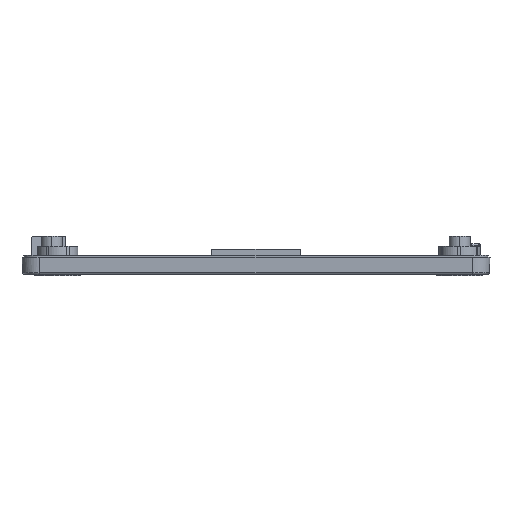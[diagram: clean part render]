
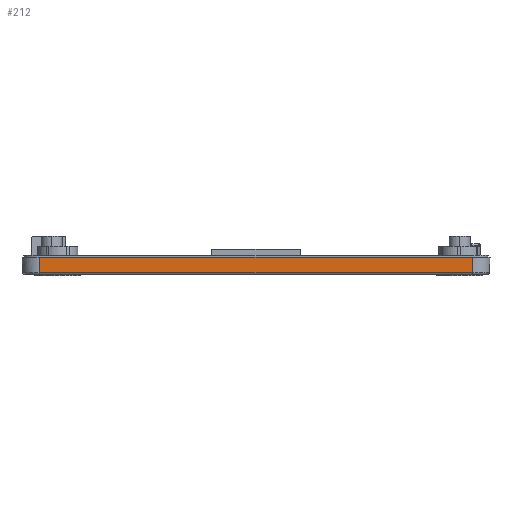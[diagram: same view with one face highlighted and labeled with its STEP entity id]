
A CAD part, left-side view. The second image highlights one B-rep face of the part: STEP entity #212.
In plain terms, the highlighted planar face has unit normal (-0.999, 0, -0.035).
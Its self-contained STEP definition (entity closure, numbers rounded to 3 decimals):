
#212=ADVANCED_FACE('',(#661),#7144,.T.);
#661=FACE_OUTER_BOUND('',#1117,.T.);
#1117=EDGE_LOOP('',(#2117,#2118,#2119,#2120));
#2117=ORIENTED_EDGE('',*,*,#4141,.F.);
#2118=ORIENTED_EDGE('',*,*,#4143,.T.);
#2119=ORIENTED_EDGE('',*,*,#4123,.F.);
#2120=ORIENTED_EDGE('',*,*,#4144,.T.);
#4123=EDGE_CURVE('',#6361,#6362,#5567,.T.);
#4141=EDGE_CURVE('',#6375,#6376,#5578,.T.);
#4143=EDGE_CURVE('',#6375,#6362,#5579,.T.);
#4144=EDGE_CURVE('',#6361,#6376,#5580,.T.);
#5567=B_SPLINE_CURVE_WITH_KNOTS('',1,(#12861,#12862),.UNSPECIFIED.,.F.,
 .F.,(2,2),(0.,4.412),.UNSPECIFIED.);
#5578=B_SPLINE_CURVE_WITH_KNOTS('',1,(#12904,#12905),.UNSPECIFIED.,.F.,
 .F.,(2,2),(0.,4.412),.UNSPECIFIED.);
#5579=B_SPLINE_CURVE_WITH_KNOTS('',1,(#12909,#12910),.UNSPECIFIED.,.F.,
 .F.,(2,2),(0.,122.603),.UNSPECIFIED.);
#5580=B_SPLINE_CURVE_WITH_KNOTS('',1,(#12911,#12912),.UNSPECIFIED.,.F.,
 .F.,(2,2),(0.,122.603),.UNSPECIFIED.);
#6361=VERTEX_POINT('',#11465);
#6362=VERTEX_POINT('',#11466);
#6375=VERTEX_POINT('',#11479);
#6376=VERTEX_POINT('',#11480);
#7144=PLANE('',#7504);
#7504=AXIS2_PLACEMENT_3D('',#9610,#7900,$);
#7900=DIRECTION('',(-0.999,0.,-0.035));
#9610=CARTESIAN_POINT('',(-17.79,-135.983,-11.314));
#11465=CARTESIAN_POINT('',(-17.981,-123.114,-5.834));
#11466=CARTESIAN_POINT('',(-17.827,-123.114,-10.243));
#11479=CARTESIAN_POINT('',(-17.827,-0.51,-10.243));
#11480=CARTESIAN_POINT('',(-17.981,-0.51,-5.834));
#12861=CARTESIAN_POINT('',(-17.981,-123.114,-5.834));
#12862=CARTESIAN_POINT('',(-17.827,-123.114,-10.243));
#12904=CARTESIAN_POINT('',(-17.827,-0.51,-10.243));
#12905=CARTESIAN_POINT('',(-17.981,-0.51,-5.834));
#12909=CARTESIAN_POINT('',(-17.827,-0.51,-10.243));
#12910=CARTESIAN_POINT('',(-17.827,-123.114,-10.243));
#12911=CARTESIAN_POINT('',(-17.981,-123.114,-5.834));
#12912=CARTESIAN_POINT('',(-17.981,-0.51,-5.834));
